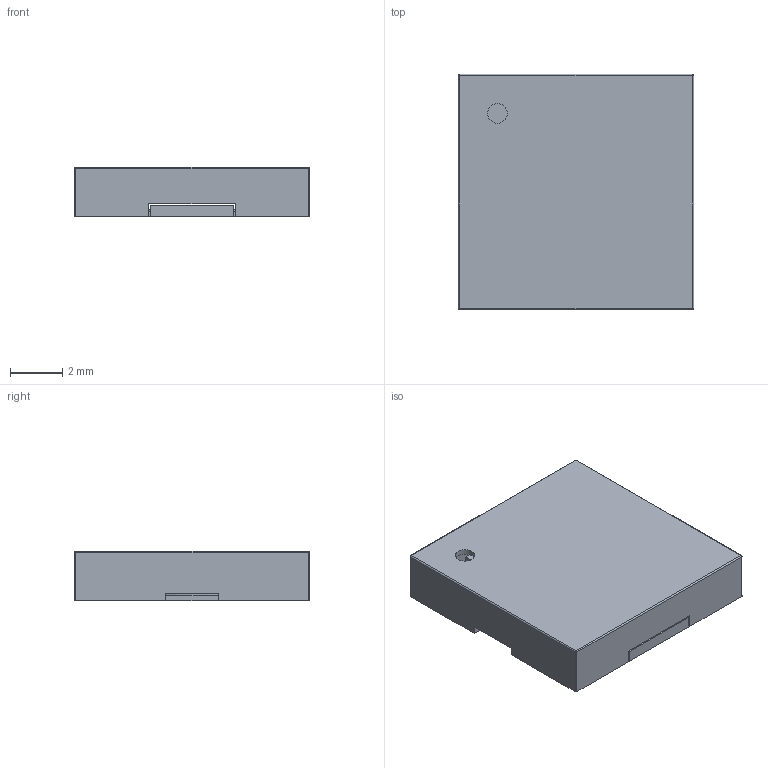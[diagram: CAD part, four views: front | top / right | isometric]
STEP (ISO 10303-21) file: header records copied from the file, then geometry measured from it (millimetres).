
FILE_DESCRIPTION(('FreeCAD Model'),'2;1');
FILE_NAME('Open CASCADE Shape Model','2023-10-07T15:24:33',(''),(''), 'Open CASCADE STEP processor 7.6','FreeCAD','Unknown');
FILE_SCHEMA(('AUTOMOTIVE_DESIGN { 1 0 10303 214 1 1 1 1 }'));
Length unit declared in the file: millimetre
Products named in the file (4): Unnamed; Body - Encapsulation; Body - Terminal 1; Body - Transducer disc
Assembly tree (4 placements, depth 2):
  Unnamed
    Body - Encapsulation
    Body - Terminal 1  x2
    Body - Transducer disc
Bounding box: 9 x 9 x 1.9 mm (x, y, z)
Volume: 46.2 mm3; surface area: 498 mm2
Topology: 4 solids, 4 shells, 56 faces, 154 edges, 96 vertices
Faces by surface type: plane 42, cylinder 10, sphere 4
Full cylindrical faces by diameter (mm): 0.75 x1, 6.75 x1
Entity records: 1686 total; most frequent: CARTESIAN_POINT 281, ORIENTED_EDGE 276, DIRECTION 268, EDGE_CURVE 138, LINE 118, VECTOR 118, VERTEX_POINT 88, AXIS2_PLACEMENT_3D 75
